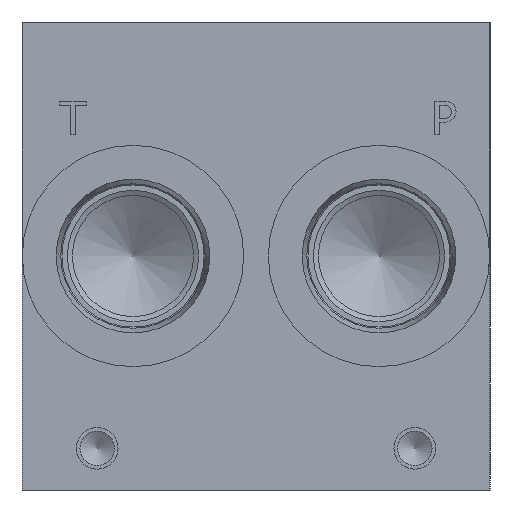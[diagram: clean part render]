
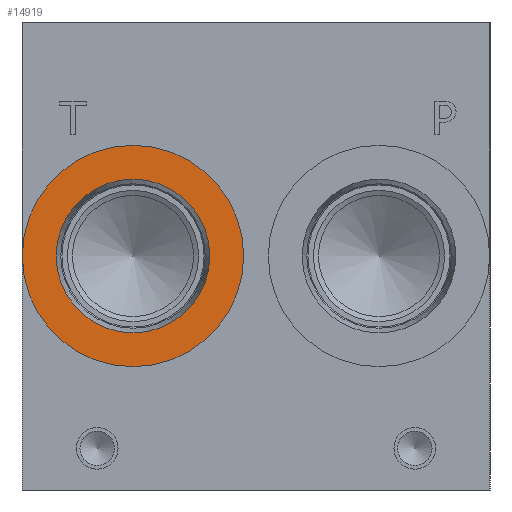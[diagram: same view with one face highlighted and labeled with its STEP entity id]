
A CAD part, left-side view. The second image highlights one B-rep face of the part: STEP entity #14919.
In plain terms, the highlighted planar face has unit normal (-1, 0, 0).
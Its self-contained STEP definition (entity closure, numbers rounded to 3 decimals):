
#467=CIRCLE('',#15620,21.019);
#468=CIRCLE('',#15621,21.019);
#469=CIRCLE('',#15623,14.592);
#470=CIRCLE('',#15624,14.592);
#1195=FACE_BOUND('',#2711,.T.);
#1855=FACE_OUTER_BOUND('',#2710,.T.);
#2710=EDGE_LOOP('',(#12468,#12469));
#2711=EDGE_LOOP('',(#12470,#12471));
#6757=VERTEX_POINT('',#25192);
#6758=VERTEX_POINT('',#25194);
#6759=VERTEX_POINT('',#25198);
#6760=VERTEX_POINT('',#25199);
#8744=EDGE_CURVE('',#6757,#6758,#467,.T.);
#8745=EDGE_CURVE('',#6758,#6757,#468,.T.);
#8746=EDGE_CURVE('',#6759,#6760,#469,.T.);
#8747=EDGE_CURVE('',#6760,#6759,#470,.T.);
#12468=ORIENTED_EDGE('',*,*,#8745,.F.);
#12469=ORIENTED_EDGE('',*,*,#8744,.F.);
#12470=ORIENTED_EDGE('',*,*,#8746,.T.);
#12471=ORIENTED_EDGE('',*,*,#8747,.T.);
#13731=PLANE('',#15622);
#14919=ADVANCED_FACE('',(#1855,#1195),#13731,.F.);
#15620=AXIS2_PLACEMENT_3D('',#25195,#18308,#18309);
#15621=AXIS2_PLACEMENT_3D('',#25196,#18310,#18311);
#15622=AXIS2_PLACEMENT_3D('',#25197,#18312,#18313);
#15623=AXIS2_PLACEMENT_3D('',#25200,#18314,#18315);
#15624=AXIS2_PLACEMENT_3D('',#25201,#18316,#18317);
#18308=DIRECTION('center_axis',(1.,0.,0.));
#18309=DIRECTION('ref_axis',(0.,0.,-1.));
#18310=DIRECTION('center_axis',(1.,0.,0.));
#18311=DIRECTION('ref_axis',(0.,0.,-1.));
#18312=DIRECTION('center_axis',(1.,0.,0.));
#18313=DIRECTION('ref_axis',(0.,0.,-1.));
#18314=DIRECTION('center_axis',(1.,0.,0.));
#18315=DIRECTION('ref_axis',(0.,0.,-1.));
#18316=DIRECTION('center_axis',(1.,0.,0.));
#18317=DIRECTION('ref_axis',(0.,0.,-1.));
#25192=CARTESIAN_POINT('',(0.787,67.818,23.432));
#25194=CARTESIAN_POINT('',(0.787,67.818,65.469));
#25195=CARTESIAN_POINT('Origin',(0.787,67.818,44.45));
#25196=CARTESIAN_POINT('Origin',(0.787,67.818,44.45));
#25197=CARTESIAN_POINT('Origin',(0.787,67.818,59.042));
#25198=CARTESIAN_POINT('',(0.787,67.818,59.042));
#25199=CARTESIAN_POINT('',(0.787,67.818,29.858));
#25200=CARTESIAN_POINT('Origin',(0.787,67.818,44.45));
#25201=CARTESIAN_POINT('Origin',(0.787,67.818,44.45));
